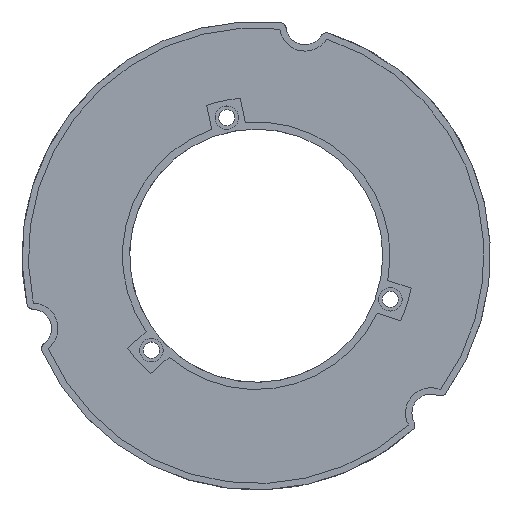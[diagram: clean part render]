
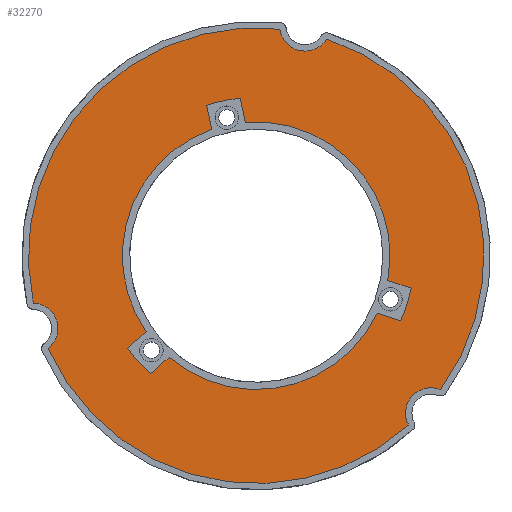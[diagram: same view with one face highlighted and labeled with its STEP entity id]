
A CAD part, top view. The second image highlights one B-rep face of the part: STEP entity #32270.
In plain terms, the highlighted planar face has unit normal (0, 0, 1).
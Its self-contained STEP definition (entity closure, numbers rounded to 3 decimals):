
#22230=CARTESIAN_POINT('',(5.479,-16.637,
-0.4));
#22240=VERTEX_POINT('',#22230);
#22270=CARTESIAN_POINT('',(0.,0.,
-0.4));
#22280=DIRECTION('',(0.,0.,1.));
#22290=DIRECTION('',(-1.,0.,0.));
#22300=AXIS2_PLACEMENT_3D('',#22270,#22280,#22290);
#22310=CIRCLE('',#22300,17.515);
#22320=CARTESIAN_POINT('',(1.762,-17.427,
-0.4));
#22330=VERTEX_POINT('',#22320);
#22340=EDGE_CURVE('',#22330,#22240,#22310,.T.);
#22550=CARTESIAN_POINT('',(11.668,13.063,
-0.4));
#22560=VERTEX_POINT('',#22550);
#22590=CARTESIAN_POINT('',(0.,0.,
-0.4));
#22600=DIRECTION('',(0.,0.,1.));
#22610=DIRECTION('',(0.5,-0.866,0.));
#22620=AXIS2_PLACEMENT_3D('',#22590,#22600,#22610);
#22630=CIRCLE('',#22620,17.515);
#22640=CARTESIAN_POINT('',(14.211,10.239,
-0.4));
#22650=VERTEX_POINT('',#22640);
#22660=EDGE_CURVE('',#22650,#22560,#22630,.T.);
#22860=CARTESIAN_POINT('',(23.02,10.253,
-0.4));
#22870=VERTEX_POINT('',#22860);
#23050=CARTESIAN_POINT('',(24.65,5.236,
-0.4));
#23060=VERTEX_POINT('',#23050);
#23090=CARTESIAN_POINT('',(24.727,8.034,
-0.4));
#23100=DIRECTION('',(0.,0.,1.));
#23110=DIRECTION('',(0.914,-0.407,0.));
#23120=AXIS2_PLACEMENT_3D('',#23090,#23100,#23110);
#23130=CIRCLE('',#23120,2.8);
#23140=EDGE_CURVE('',#22870,#23060,#23130,.T.);
#26810=CARTESIAN_POINT('',(-17.147,3.574,
-0.4));
#26820=VERTEX_POINT('',#26810);
#26850=CARTESIAN_POINT('',(0.,0.,
-0.4));
#26860=DIRECTION('',(0.,0.,1.));
#26870=DIRECTION('',(0.5,0.866,0.));
#26880=AXIS2_PLACEMENT_3D('',#26850,#26860,#26870);
#26890=CIRCLE('',#26880,17.515);
#26900=CARTESIAN_POINT('',(-15.973,7.188,
-0.4));
#26910=VERTEX_POINT('',#26900);
#26920=EDGE_CURVE('',#26910,#26820,#26890,.T.);
#27090=CARTESIAN_POINT('',(-1.942,0.,-0.4));
#27100=DIRECTION('',(-0.208,0.978,0.));
#27110=VECTOR('',#27100,1.);
#27120=LINE('',#27090,#27110);
#27130=CARTESIAN_POINT('',(1.193,-14.752,
-0.4));
#27140=VERTEX_POINT('',#27130);
#27150=EDGE_CURVE('',#22330,#27140,#27120,.T.);
#28570=CARTESIAN_POINT('',(0.,0.,-0.4));
#28580=DIRECTION('',(0.,0.,1.));
#28590=DIRECTION('',(-0.5,0.866,0.));
#28600=AXIS2_PLACEMENT_3D('',#28570,#28580,#28590);
#28610=CIRCLE('',#28600,25.2);
#28620=CARTESIAN_POINT('',(-16.859,18.73,
-0.4));
#28630=VERTEX_POINT('',#28620);
#28640=EDGE_CURVE('',#22870,#28630,#28610,.T.);
#28810=CARTESIAN_POINT('',(0.,1.998,-0.4));
#28820=DIRECTION('',(0.951,-0.309,0.));
#28830=VECTOR('',#28820,1.);
#28840=LINE('',#28810,#28830);
#28850=CARTESIAN_POINT('',(-13.372,6.343,
-0.4));
#28860=VERTEX_POINT('',#28850);
#28870=EDGE_CURVE('',#26910,#28860,#28840,.T.);
#29080=CARTESIAN_POINT('',(4.91,-13.962,
-0.4));
#29090=VERTEX_POINT('',#29080);
#29170=CARTESIAN_POINT('',(12.179,8.409,
-0.4));
#29180=VERTEX_POINT('',#29170);
#29210=CARTESIAN_POINT('',(0.,0.,-0.4));
#29220=DIRECTION('',(0.,0.,1.));
#29230=DIRECTION('',(-0.5,-0.866,0.));
#29240=AXIS2_PLACEMENT_3D('',#29210,#29220,#29230);
#29250=CIRCLE('',#29240,14.8);
#29260=EDGE_CURVE('',#29090,#29180,#29250,.T.);
#31020=CARTESIAN_POINT('',(-14.546,2.729,
-0.4));
#31030=VERTEX_POINT('',#31020);
#31080=CARTESIAN_POINT('',(0.,0.,-0.4));
#31090=DIRECTION('',(0.,0.,1.));
#31100=DIRECTION('',(-0.5,0.866,0.));
#31110=AXIS2_PLACEMENT_3D('',#31080,#31090,#31100);
#31120=CIRCLE('',#31110,14.8);
#31130=EDGE_CURVE('',#31030,#27140,#31120,.T.);
#31280=CARTESIAN_POINT('',(-2.63,-25.062,
-0.4));
#31290=VERTEX_POINT('',#31280);
#31320=CARTESIAN_POINT('',(0.,0.,-0.4));
#31330=DIRECTION('',(0.,0.,1.));
#31340=DIRECTION('',(1.,0.,0.));
#31350=AXIS2_PLACEMENT_3D('',#31320,#31330,#31340);
#31360=CIRCLE('',#31350,25.2);
#31370=EDGE_CURVE('',#31290,#23060,#31360,.T.);
#31500=CARTESIAN_POINT('',(-34.889,22.977,
-0.4));
#31510=DIRECTION('',(-0.,0.,1.));
#31520=DIRECTION('',(0.5,-0.866,0.));
#31530=AXIS2_PLACEMENT_3D('',#31500,#31510,#31520);
#31540=PLANE('',#31530);
#31550=ORIENTED_EDGE('',*,*,#31370,.T.);
#31560=CARTESIAN_POINT('',(-5.406,-25.432,
-0.4));
#31570=DIRECTION('',(0.,0.,1.));
#31580=DIRECTION('',(-0.809,-0.588,0.));
#31590=AXIS2_PLACEMENT_3D('',#31560,#31570,#31580);
#31600=CIRCLE('',#31590,2.8);
#31610=CARTESIAN_POINT('',(-7.791,-23.965,
-0.4));
#31620=VERTEX_POINT('',#31610);
#31630=EDGE_CURVE('',#31290,#31620,#31600,.T.);
#31640=ORIENTED_EDGE('',*,*,#31630,.F.);
#31650=CARTESIAN_POINT('',(0.,0.,-0.4));
#31660=DIRECTION('',(0.,0.,1.));
#31670=DIRECTION('',(-0.5,-0.866,0.));
#31680=AXIS2_PLACEMENT_3D('',#31650,#31660,#31670);
#31690=CIRCLE('',#31680,25.2);
#31700=CARTESIAN_POINT('',(-20.39,14.809,
-0.4));
#31710=VERTEX_POINT('',#31700);
#31720=EDGE_CURVE('',#31710,#31620,#31690,.T.);
#31730=ORIENTED_EDGE('',*,*,#31720,.T.);
#31740=CARTESIAN_POINT('',(-19.322,17.397,
-0.4));
#31750=DIRECTION('',(0.,0.,1.));
#31760=DIRECTION('',(-0.105,0.995,0.));
#31770=AXIS2_PLACEMENT_3D('',#31740,#31750,#31760);
#31780=CIRCLE('',#31770,2.8);
#31790=EDGE_CURVE('',#31710,#28630,#31780,.T.);
#31800=ORIENTED_EDGE('',*,*,#31790,.F.);
#31810=ORIENTED_EDGE('',*,*,#28640,.T.);
#31820=ORIENTED_EDGE('',*,*,#23140,.F.);
#31830=EDGE_LOOP('',(#31820,#31810,#31800,#31730,#31640,#31550));
#31840=FACE_OUTER_BOUND('',#31830,.T.);
#31850=CARTESIAN_POINT('',(0.,-1.998,-0.4));
#31860=DIRECTION('',(-0.951,0.309,0.));
#31870=VECTOR('',#31860,1.);
#31880=LINE('',#31850,#31870);
#31890=EDGE_CURVE('',#31030,#26820,#31880,.T.);
#31900=ORIENTED_EDGE('',*,*,#31890,.T.);
#31910=ORIENTED_EDGE('',*,*,#31130,.F.);
#31920=ORIENTED_EDGE('',*,*,#27150,.T.);
#31930=ORIENTED_EDGE('',*,*,#22340,.F.);
#31940=CARTESIAN_POINT('',(1.942,0.,-0.4));
#31950=DIRECTION('',(0.208,-0.978,0.));
#31960=VECTOR('',#31950,1.);
#31970=LINE('',#31940,#31960);
#31980=EDGE_CURVE('',#29090,#22240,#31970,.T.);
#31990=ORIENTED_EDGE('',*,*,#31980,.T.);
#32000=ORIENTED_EDGE('',*,*,#29260,.F.);
#32010=CARTESIAN_POINT('',(0.,-2.557,-0.4));
#32020=DIRECTION('',(-0.743,-0.669,0.));
#32030=VECTOR('',#32020,1.);
#32040=LINE('',#32010,#32030);
#32050=EDGE_CURVE('',#22650,#29180,#32040,.T.);
#32060=ORIENTED_EDGE('',*,*,#32050,.T.);
#32070=ORIENTED_EDGE('',*,*,#22660,.F.);
#32080=CARTESIAN_POINT('',(0.,2.557,-0.4));
#32090=DIRECTION('',(0.743,0.669,0.));
#32100=VECTOR('',#32090,1.);
#32110=LINE('',#32080,#32100);
#32120=CARTESIAN_POINT('',(9.636,11.233,
-0.4));
#32130=VERTEX_POINT('',#32120);
#32140=EDGE_CURVE('',#32130,#22560,#32110,.T.);
#32150=ORIENTED_EDGE('',*,*,#32140,.T.);
#32160=CARTESIAN_POINT('',(0.,0.,-0.4));
#32170=DIRECTION('',(0.,0.,1.));
#32180=DIRECTION('',(1.,0.,0.));
#32190=AXIS2_PLACEMENT_3D('',#32160,#32170,#32180);
#32200=CIRCLE('',#32190,14.8);
#32210=EDGE_CURVE('',#32130,#28860,#32200,.T.);
#32220=ORIENTED_EDGE('',*,*,#32210,.F.);
#32230=ORIENTED_EDGE('',*,*,#28870,.T.);
#32240=ORIENTED_EDGE('',*,*,#26920,.F.);
#32250=EDGE_LOOP('',(#32240,#32230,#32220,#32150,#32070,#32060,#32000,
#31990,#31930,#31920,#31910,#31900));
#32260=FACE_BOUND('',#32250,.T.);
#32270=ADVANCED_FACE('',(#31840,#32260),#31540,.T.);
